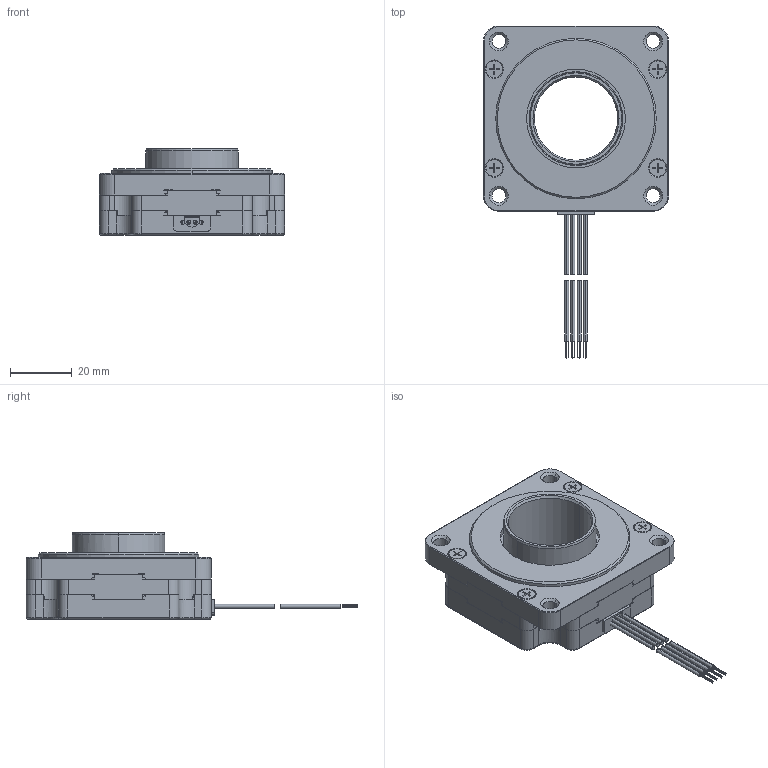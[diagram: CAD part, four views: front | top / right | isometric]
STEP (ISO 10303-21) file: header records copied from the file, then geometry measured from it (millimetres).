
FILE_DESCRIPTION((''),'2;1');
FILE_NAME('4611110064600_ASM','2024-04-16T17:27:14',('ms26442'),(''),'CREO PARAMETRIC BY PTC INC, 2018100','CREO PARAMETRIC BY PTC INC, 2018100','');
FILE_SCHEMA(('CONFIG_CONTROL_DESIGN'));
Products named in the file (23): 4613102101363; 3698153001038; 4613104026731_ASM; 4634140202350; 3632305500226; 4613103016532_ASM; 4219121306382; 4613106100979_AF0; 4693220001275; 4613106100979_AF1; 4613107115688_AF0_ASM; 4332101306085_AF0; 4613107115304_ASM; 4333201501908; 4331101000997; 4613108010283_ASM; 4219121306383; 4294404004054; 4294440200278_AF0; 4294440100824; 4613153002022_ASM; 3219720007474; 4611110064600_ASM
Assembly tree (28 placements, depth 6):
  4611110064600_ASM
    4613153002022_ASM
      4613103016532_ASM
        4613104026731_ASM
          4613102101363
          3698153001038  x2
        4634140202350
        3632305500226
      4219121306382
      4613108010283_ASM
        4613107115304_ASM
          4613107115688_AF0_ASM
            4613106100979_AF0
            4693220001275
            4613106100979_AF1
          4332101306085_AF0
        4333201501908  x2
        4331101000997  x2
      4219121306383
      4294404004054  x4
      4294440200278_AF0
      4294440100824
    3219720007474
Bounding box: 60 x 107.54 x 28.05 mm (x, y, z)
Volume: 40688.3 mm3; surface area: 58992.1 mm2
Topology: 29 solids, 41 shells, 3118 faces, 8749 edges, 5774 vertices
Faces by surface type: cylinder 1637, plane 1322, cone 120, torus 32, bspline 7
Entity records: 86373 total; most frequent: CARTESIAN_POINT 17155, DIRECTION 15190, ORIENTED_EDGE 14348, EDGE_CURVE 7184, AXIS2_PLACEMENT_3D 5593, VERTEX_POINT 4744, VECTOR 4004, LINE 4004
